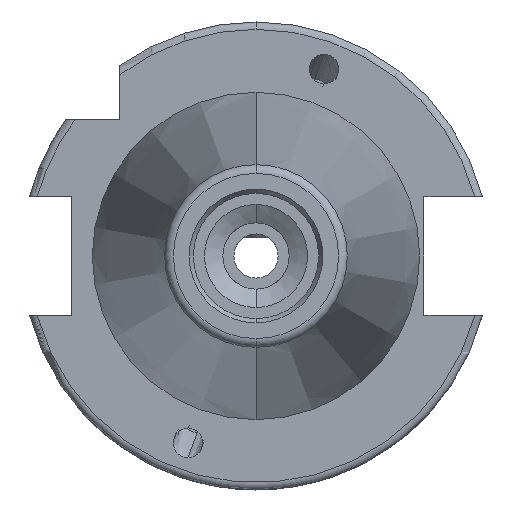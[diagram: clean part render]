
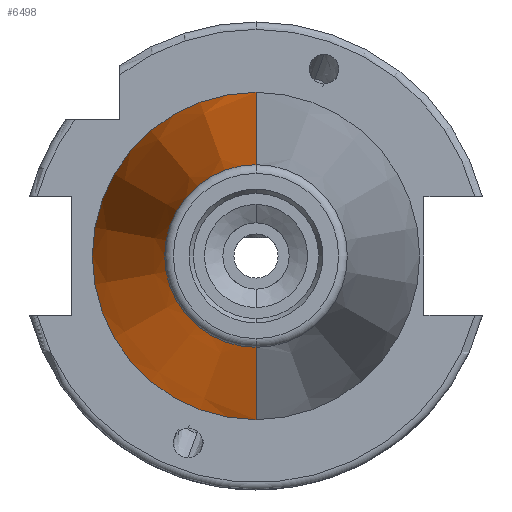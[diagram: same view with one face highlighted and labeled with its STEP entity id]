
A CAD part, left-side view. The second image highlights one B-rep face of the part: STEP entity #6498.
In plain terms, the highlighted conical face has half-angle 8.297 degrees and reference radius 22.225 mm.
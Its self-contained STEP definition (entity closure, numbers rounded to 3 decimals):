
#545 = DIRECTION ( 'NONE',  ( 0., -1., 0. ) ) ;
#607 = ORIENTED_EDGE ( 'NONE', *, *, #6804, .F. ) ;
#896 = EDGE_CURVE ( 'NONE', #2668, #1704, #4823, .T. ) ;
#1166 = CARTESIAN_POINT ( 'NONE',  ( 0., 22.225, 0. ) ) ;
#1214 = EDGE_LOOP ( 'NONE', ( #607, #8057, #6118, #7999 ) ) ;
#1704 = VERTEX_POINT ( 'NONE', #5482 ) ;
#1865 = DIRECTION ( 'NONE',  ( -1., 0., 0. ) ) ;
#1898 = AXIS2_PLACEMENT_3D ( 'NONE', #5020, #1865, #2501 ) ;
#2161 = DIRECTION ( 'NONE',  ( 0., 1., 0. ) ) ;
#2501 = DIRECTION ( 'NONE',  ( 0., -1., 0. ) ) ;
#2668 = VERTEX_POINT ( 'NONE', #5516 ) ;
#2703 = DIRECTION ( 'NONE',  ( 0.99, 0.144, 0. ) ) ;
#3425 = CARTESIAN_POINT ( 'NONE',  ( -67.373, -12.4, 0. ) ) ;
#3912 = FACE_OUTER_BOUND ( 'NONE', #1214, .T. ) ;
#3963 = CARTESIAN_POINT ( 'NONE',  ( 0., -22.225, 0. ) ) ;
#4208 = CARTESIAN_POINT ( 'NONE',  ( -67.373, 12.4, 0. ) ) ;
#4560 = CARTESIAN_POINT ( 'NONE',  ( 0., 0., 0. ) ) ;
#4623 = VERTEX_POINT ( 'NONE', #4208 ) ;
#4823 = CIRCLE ( 'NONE', #8562, 22.225 ) ;
#5020 = CARTESIAN_POINT ( 'NONE',  ( -67.373, 0., 0. ) ) ;
#5039 = VERTEX_POINT ( 'NONE', #3425 ) ;
#5409 = DIRECTION ( 'NONE',  ( 1., 0., 0. ) ) ;
#5482 = CARTESIAN_POINT ( 'NONE',  ( 0., 22.225, 0. ) ) ;
#5516 = CARTESIAN_POINT ( 'NONE',  ( 0., -22.225, 0. ) ) ;
#5718 = LINE ( 'NONE', #3963, #6338 ) ;
#5960 = LINE ( 'NONE', #1166, #6798 ) ;
#6118 = ORIENTED_EDGE ( 'NONE', *, *, #896, .T. ) ;
#6305 = CARTESIAN_POINT ( 'NONE',  ( 0., 0., 0. ) ) ;
#6338 = VECTOR ( 'NONE', #6410, 1000. ) ;
#6410 = DIRECTION ( 'NONE',  ( 0.99, -0.144, 0. ) ) ;
#6498 = ADVANCED_FACE ( 'NONE', ( #3912 ), #9210, .T. ) ;
#6637 = AXIS2_PLACEMENT_3D ( 'NONE', #6305, #5409, #2161 ) ;
#6798 = VECTOR ( 'NONE', #2703, 1000. ) ;
#6804 = EDGE_CURVE ( 'NONE', #5039, #4623, #8716, .T. ) ;
#7999 = ORIENTED_EDGE ( 'NONE', *, *, #8140, .F. ) ;
#8057 = ORIENTED_EDGE ( 'NONE', *, *, #9439, .T. ) ;
#8140 = EDGE_CURVE ( 'NONE', #4623, #1704, #5960, .T. ) ;
#8562 = AXIS2_PLACEMENT_3D ( 'NONE', #4560, #9633, #545 ) ;
#8716 = CIRCLE ( 'NONE', #1898, 12.4 ) ;
#9210 = CONICAL_SURFACE ( 'NONE', #6637, 22.225, 0.145 ) ;
#9439 = EDGE_CURVE ( 'NONE', #5039, #2668, #5718, .T. ) ;
#9633 = DIRECTION ( 'NONE',  ( -1., 0., 0. ) ) ;
